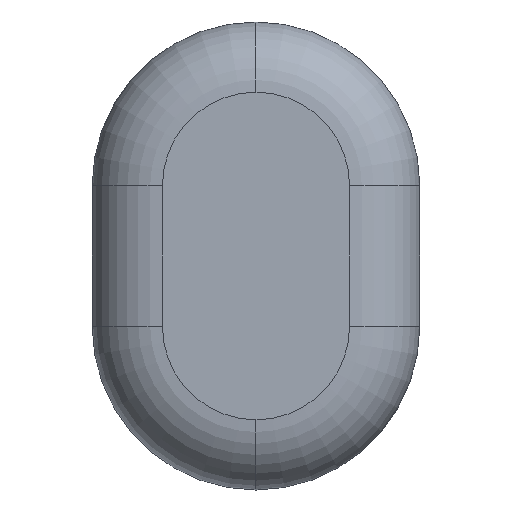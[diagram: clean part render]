
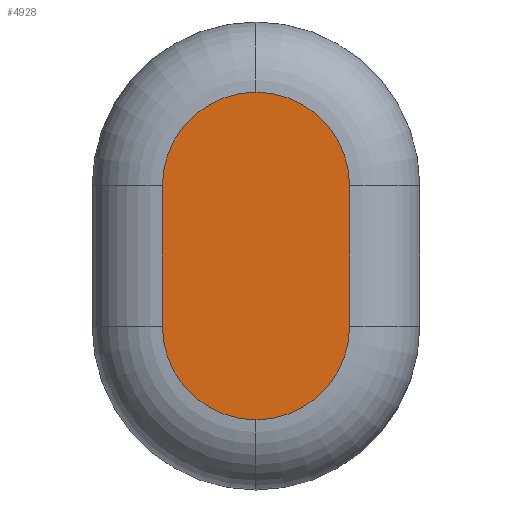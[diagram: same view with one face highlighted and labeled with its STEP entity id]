
A CAD part, left-side view. The second image highlights one B-rep face of the part: STEP entity #4928.
In plain terms, the highlighted planar face has unit normal (-1, 0, 0).
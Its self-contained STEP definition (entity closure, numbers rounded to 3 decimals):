
#163 = VECTOR ( 'NONE', #6675, 1000. ) ;
#320 = FACE_OUTER_BOUND ( 'NONE', #3569, .T. ) ;
#596 = ORIENTED_EDGE ( 'NONE', *, *, #6149, .T. ) ;
#746 = VERTEX_POINT ( 'NONE', #7417 ) ;
#824 = VECTOR ( 'NONE', #1938, 1000. ) ;
#930 = DIRECTION ( 'NONE',  ( 1., 0., 0. ) ) ;
#1050 = CIRCLE ( 'NONE', #7211, 8. ) ;
#1150 = ORIENTED_EDGE ( 'NONE', *, *, #1841, .T. ) ;
#1572 = DIRECTION ( 'NONE',  ( 0., 0., -1. ) ) ;
#1757 = DIRECTION ( 'NONE',  ( -1., 0., 0. ) ) ;
#1841 = EDGE_CURVE ( 'NONE', #5590, #5868, #7151, .T. ) ;
#1938 = DIRECTION ( 'NONE',  ( 0., 0., 1. ) ) ;
#2185 = DIRECTION ( 'NONE',  ( -1., 0., 0. ) ) ;
#2552 = VERTEX_POINT ( 'NONE', #5292 ) ;
#2604 = DIRECTION ( 'NONE',  ( 0., 0., 1. ) ) ;
#2794 = PLANE ( 'NONE',  #3130 ) ;
#3016 = DIRECTION ( 'NONE',  ( -1., 0., 0. ) ) ;
#3033 = AXIS2_PLACEMENT_3D ( 'NONE', #5509, #3194, #2604 ) ;
#3046 = CARTESIAN_POINT ( 'NONE',  ( 0., 0., -14. ) ) ;
#3130 = AXIS2_PLACEMENT_3D ( 'NONE', #4459, #930, #4538 ) ;
#3194 = DIRECTION ( 'NONE',  ( -1., 0., 0. ) ) ;
#3569 = EDGE_LOOP ( 'NONE', ( #7487, #6288, #596, #1150, #7105, #6877 ) ) ;
#3649 = CIRCLE ( 'NONE', #5251, 8. ) ;
#4218 = CARTESIAN_POINT ( 'NONE',  ( 0., 0., 14. ) ) ;
#4459 = CARTESIAN_POINT ( 'NONE',  ( 0., 8., 2. ) ) ;
#4538 = DIRECTION ( 'NONE',  ( 0., -1., 0. ) ) ;
#4763 = CIRCLE ( 'NONE', #3033, 8. ) ;
#4928 = ADVANCED_FACE ( 'NONE', ( #320 ), #2794, .F. ) ;
#5179 = VERTEX_POINT ( 'NONE', #4218 ) ;
#5193 = EDGE_CURVE ( 'NONE', #746, #2552, #5806, .T. ) ;
#5251 = AXIS2_PLACEMENT_3D ( 'NONE', #7435, #2185, #1572 ) ;
#5292 = CARTESIAN_POINT ( 'NONE',  ( 0., 8., -6. ) ) ;
#5416 = CARTESIAN_POINT ( 'NONE',  ( 0., 8., 2. ) ) ;
#5498 = CIRCLE ( 'NONE', #7579, 8. ) ;
#5509 = CARTESIAN_POINT ( 'NONE',  ( 0., 0., 6. ) ) ;
#5590 = VERTEX_POINT ( 'NONE', #7058 ) ;
#5666 = CARTESIAN_POINT ( 'NONE',  ( 0., -8., 6. ) ) ;
#5806 = LINE ( 'NONE', #5416, #163 ) ;
#5820 = CARTESIAN_POINT ( 'NONE',  ( 0., 0., 6. ) ) ;
#5868 = VERTEX_POINT ( 'NONE', #5666 ) ;
#5947 = CARTESIAN_POINT ( 'NONE',  ( 0., 0., -6. ) ) ;
#6028 = DIRECTION ( 'NONE',  ( 0., 0., -1. ) ) ;
#6149 = EDGE_CURVE ( 'NONE', #7421, #5590, #1050, .T. ) ;
#6288 = ORIENTED_EDGE ( 'NONE', *, *, #7259, .T. ) ;
#6470 = DIRECTION ( 'NONE',  ( 0., 0., 1. ) ) ;
#6612 = CARTESIAN_POINT ( 'NONE',  ( 0., -8., 2. ) ) ;
#6675 = DIRECTION ( 'NONE',  ( 0., 0., -1. ) ) ;
#6877 = ORIENTED_EDGE ( 'NONE', *, *, #7446, .T. ) ;
#7058 = CARTESIAN_POINT ( 'NONE',  ( 0., -8., -6. ) ) ;
#7105 = ORIENTED_EDGE ( 'NONE', *, *, #7537, .T. ) ;
#7151 = LINE ( 'NONE', #6612, #824 ) ;
#7211 = AXIS2_PLACEMENT_3D ( 'NONE', #5947, #3016, #6028 ) ;
#7259 = EDGE_CURVE ( 'NONE', #2552, #7421, #3649, .T. ) ;
#7417 = CARTESIAN_POINT ( 'NONE',  ( 0., 8., 6. ) ) ;
#7421 = VERTEX_POINT ( 'NONE', #3046 ) ;
#7435 = CARTESIAN_POINT ( 'NONE',  ( 0., 0., -6. ) ) ;
#7446 = EDGE_CURVE ( 'NONE', #5179, #746, #5498, .T. ) ;
#7487 = ORIENTED_EDGE ( 'NONE', *, *, #5193, .T. ) ;
#7537 = EDGE_CURVE ( 'NONE', #5868, #5179, #4763, .T. ) ;
#7579 = AXIS2_PLACEMENT_3D ( 'NONE', #5820, #1757, #6470 ) ;
